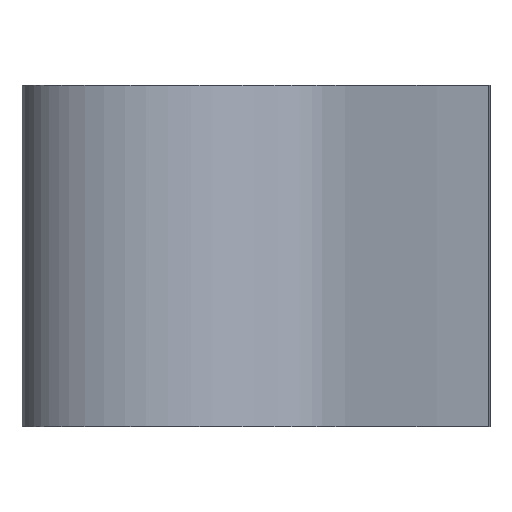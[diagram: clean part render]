
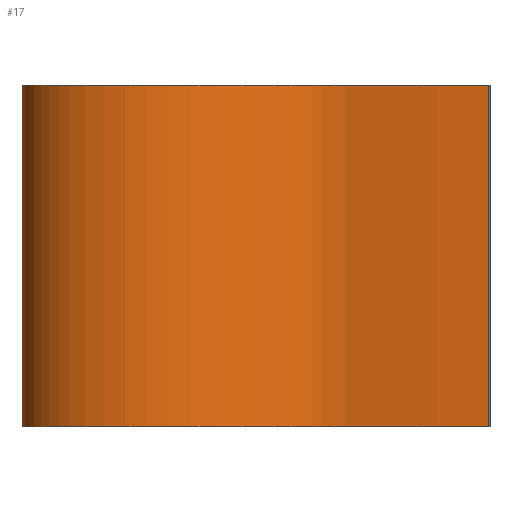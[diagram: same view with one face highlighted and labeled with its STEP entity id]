
A CAD part, top view. The second image highlights one B-rep face of the part: STEP entity #17.
In plain terms, the highlighted free-form (B-spline) face has degree [3, 1] with [6, 2] control points.
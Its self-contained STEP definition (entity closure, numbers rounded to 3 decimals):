
#17 = ADVANCED_FACE('',(#18),#32,.F.);
#18 = FACE_BOUND('',#19,.F.);
#19 = EDGE_LOOP('',(#20,#62,#96,#123));
#20 = ORIENTED_EDGE('',*,*,#21,.F.);
#21 = EDGE_CURVE('',#22,#24,#26,.T.);
#22 = VERTEX_POINT('',#23);
#23 = CARTESIAN_POINT('',(-12.053,3.,-3.15));
#24 = VERTEX_POINT('',#25);
#25 = CARTESIAN_POINT('',(-12.053,-3.,-3.15));
#26 = SURFACE_CURVE('',#27,(#31,#50),.PCURVE_S1.);
#27 = LINE('',#28,#29);
#28 = CARTESIAN_POINT('',(-12.053,3.,-3.15));
#29 = VECTOR('',#30,1.);
#30 = DIRECTION('',(-0.,-1.,-0.));
#31 = PCURVE('',#32,#45);
#32 = B_SPLINE_SURFACE_WITH_KNOTS('',3,1,(
    (#33,#34)
    ,(#35,#36)
    ,(#37,#38)
    ,(#39,#40)
    ,(#41,#42)
    ,(#43,#44
    )),.UNSPECIFIED.,.F.,.F.,.F.,(4,1,1,4),(2,2),(0.,0.58,
    0.68,1.),(0.,1.),.UNSPECIFIED.);
#33 = CARTESIAN_POINT('',(-12.053,3.,-3.15));
#34 = CARTESIAN_POINT('',(-12.053,-3.,-3.15));
#35 = CARTESIAN_POINT('',(-12.123,3.,-1.775));
#36 = CARTESIAN_POINT('',(-12.123,-3.,-1.775));
#37 = CARTESIAN_POINT('',(-9.309,3.,-0.927));
#38 = CARTESIAN_POINT('',(-9.309,-3.,-0.927));
#39 = CARTESIAN_POINT('',(-6.777,3.,-2.925));
#40 = CARTESIAN_POINT('',(-6.777,-3.,-2.925));
#41 = CARTESIAN_POINT('',(-6.014,3.,-2.269));
#42 = CARTESIAN_POINT('',(-6.014,-3.,-2.269));
#43 = CARTESIAN_POINT('',(-3.85,3.,-1.96));
#44 = CARTESIAN_POINT('',(-3.85,-3.,-1.96));
#45 = DEFINITIONAL_REPRESENTATION('',(#46),#49);
#46 = B_SPLINE_CURVE_WITH_KNOTS('',1,(#47,#48),.UNSPECIFIED.,.F.,.F.,(2,
    2),(-0.,6.),.PIECEWISE_BEZIER_KNOTS.);
#47 = CARTESIAN_POINT('',(0.,0.));
#48 = CARTESIAN_POINT('',(0.,1.));
#49 = ( GEOMETRIC_REPRESENTATION_CONTEXT(2) 
PARAMETRIC_REPRESENTATION_CONTEXT() REPRESENTATION_CONTEXT('2D SPACE',''
  ) );
#50 = PCURVE('',#51,#56);
#51 = PLANE('',#52);
#52 = AXIS2_PLACEMENT_3D('',#53,#54,#55);
#53 = CARTESIAN_POINT('',(-12.053,3.,-3.15));
#54 = DIRECTION('',(0.051,0.,-0.999));
#55 = DIRECTION('',(-0.999,0.,-0.051));
#56 = DEFINITIONAL_REPRESENTATION('',(#57),#61);
#57 = LINE('',#58,#59);
#58 = CARTESIAN_POINT('',(0.,0.));
#59 = VECTOR('',#60,1.);
#60 = DIRECTION('',(0.,-1.));
#61 = ( GEOMETRIC_REPRESENTATION_CONTEXT(2) 
PARAMETRIC_REPRESENTATION_CONTEXT() REPRESENTATION_CONTEXT('2D SPACE',''
  ) );
#62 = ORIENTED_EDGE('',*,*,#63,.T.);
#63 = EDGE_CURVE('',#22,#64,#66,.T.);
#64 = VERTEX_POINT('',#65);
#65 = CARTESIAN_POINT('',(-3.85,3.,-1.96));
#66 = SURFACE_CURVE('',#67,(#74,#81),.PCURVE_S1.);
#67 = B_SPLINE_CURVE_WITH_KNOTS('',3,(#68,#69,#70,#71,#72,#73),
  .UNSPECIFIED.,.F.,.F.,(4,1,1,4),(0.,0.58,0.68,1.),
  .UNSPECIFIED.);
#68 = CARTESIAN_POINT('',(-12.053,3.,-3.15));
#69 = CARTESIAN_POINT('',(-12.123,3.,-1.775));
#70 = CARTESIAN_POINT('',(-9.309,3.,-0.927));
#71 = CARTESIAN_POINT('',(-6.777,3.,-2.925));
#72 = CARTESIAN_POINT('',(-6.014,3.,-2.269));
#73 = CARTESIAN_POINT('',(-3.85,3.,-1.96));
#74 = PCURVE('',#32,#75);
#75 = DEFINITIONAL_REPRESENTATION('',(#76),#80);
#76 = LINE('',#77,#78);
#77 = CARTESIAN_POINT('',(0.,0.));
#78 = VECTOR('',#79,1.);
#79 = DIRECTION('',(1.,0.));
#80 = ( GEOMETRIC_REPRESENTATION_CONTEXT(2) 
PARAMETRIC_REPRESENTATION_CONTEXT() REPRESENTATION_CONTEXT('2D SPACE',''
  ) );
#81 = PCURVE('',#82,#87);
#82 = PLANE('',#83);
#83 = AXIS2_PLACEMENT_3D('',#84,#85,#86);
#84 = CARTESIAN_POINT('',(-8.819,3.,-1.658));
#85 = DIRECTION('',(0.,-1.,-0.));
#86 = DIRECTION('',(-1.,0.,-0.));
#87 = DEFINITIONAL_REPRESENTATION('',(#88),#95);
#88 = B_SPLINE_CURVE_WITH_KNOTS('',3,(#89,#90,#91,#92,#93,#94),
  .UNSPECIFIED.,.F.,.F.,(4,1,1,4),(0.,0.58,0.68,1.),
  .UNSPECIFIED.);
#89 = CARTESIAN_POINT('',(3.234,1.492));
#90 = CARTESIAN_POINT('',(3.304,0.117));
#91 = CARTESIAN_POINT('',(0.49,-0.731));
#92 = CARTESIAN_POINT('',(-2.042,1.267));
#93 = CARTESIAN_POINT('',(-2.805,0.611));
#94 = CARTESIAN_POINT('',(-4.969,0.302));
#95 = ( GEOMETRIC_REPRESENTATION_CONTEXT(2) 
PARAMETRIC_REPRESENTATION_CONTEXT() REPRESENTATION_CONTEXT('2D SPACE',''
  ) );
#96 = ORIENTED_EDGE('',*,*,#97,.T.);
#97 = EDGE_CURVE('',#64,#98,#100,.T.);
#98 = VERTEX_POINT('',#99);
#99 = CARTESIAN_POINT('',(-3.85,-3.,-1.96));
#100 = SURFACE_CURVE('',#101,(#105,#111),.PCURVE_S1.);
#101 = LINE('',#102,#103);
#102 = CARTESIAN_POINT('',(-3.85,3.,-1.96));
#103 = VECTOR('',#104,1.);
#104 = DIRECTION('',(-0.,-1.,-0.));
#105 = PCURVE('',#32,#106);
#106 = DEFINITIONAL_REPRESENTATION('',(#107),#110);
#107 = B_SPLINE_CURVE_WITH_KNOTS('',1,(#108,#109),.UNSPECIFIED.,.F.,.F.,
  (2,2),(-0.,6.),.PIECEWISE_BEZIER_KNOTS.);
#108 = CARTESIAN_POINT('',(1.,0.));
#109 = CARTESIAN_POINT('',(1.,1.));
#110 = ( GEOMETRIC_REPRESENTATION_CONTEXT(2) 
PARAMETRIC_REPRESENTATION_CONTEXT() REPRESENTATION_CONTEXT('2D SPACE',''
  ) );
#111 = PCURVE('',#112,#117);
#112 = PLANE('',#113);
#113 = AXIS2_PLACEMENT_3D('',#114,#115,#116);
#114 = CARTESIAN_POINT('',(-3.822,3.,-2.158));
#115 = DIRECTION('',(0.99,-0.,0.141));
#116 = DIRECTION('',(0.141,0.,-0.99));
#117 = DEFINITIONAL_REPRESENTATION('',(#118),#122);
#118 = LINE('',#119,#120);
#119 = CARTESIAN_POINT('',(-0.2,0.));
#120 = VECTOR('',#121,1.);
#121 = DIRECTION('',(0.,-1.));
#122 = ( GEOMETRIC_REPRESENTATION_CONTEXT(2) 
PARAMETRIC_REPRESENTATION_CONTEXT() REPRESENTATION_CONTEXT('2D SPACE',''
  ) );
#123 = ORIENTED_EDGE('',*,*,#124,.F.);
#124 = EDGE_CURVE('',#24,#98,#125,.T.);
#125 = SURFACE_CURVE('',#126,(#133,#140),.PCURVE_S1.);
#126 = B_SPLINE_CURVE_WITH_KNOTS('',3,(#127,#128,#129,#130,#131,#132),
  .UNSPECIFIED.,.F.,.F.,(4,1,1,4),(0.,0.58,0.68,1.),
  .UNSPECIFIED.);
#127 = CARTESIAN_POINT('',(-12.053,-3.,-3.15));
#128 = CARTESIAN_POINT('',(-12.123,-3.,-1.775));
#129 = CARTESIAN_POINT('',(-9.309,-3.,-0.927));
#130 = CARTESIAN_POINT('',(-6.777,-3.,-2.925));
#131 = CARTESIAN_POINT('',(-6.014,-3.,-2.269));
#132 = CARTESIAN_POINT('',(-3.85,-3.,-1.96));
#133 = PCURVE('',#32,#134);
#134 = DEFINITIONAL_REPRESENTATION('',(#135),#139);
#135 = LINE('',#136,#137);
#136 = CARTESIAN_POINT('',(0.,1.));
#137 = VECTOR('',#138,1.);
#138 = DIRECTION('',(1.,0.));
#139 = ( GEOMETRIC_REPRESENTATION_CONTEXT(2) 
PARAMETRIC_REPRESENTATION_CONTEXT() REPRESENTATION_CONTEXT('2D SPACE',''
  ) );
#140 = PCURVE('',#141,#146);
#141 = PLANE('',#142);
#142 = AXIS2_PLACEMENT_3D('',#143,#144,#145);
#143 = CARTESIAN_POINT('',(-8.819,-3.,-1.658));
#144 = DIRECTION('',(0.,-1.,-0.));
#145 = DIRECTION('',(-1.,0.,-0.));
#146 = DEFINITIONAL_REPRESENTATION('',(#147),#154);
#147 = B_SPLINE_CURVE_WITH_KNOTS('',3,(#148,#149,#150,#151,#152,#153),
  .UNSPECIFIED.,.F.,.F.,(4,1,1,4),(0.,0.58,0.68,1.),
  .UNSPECIFIED.);
#148 = CARTESIAN_POINT('',(3.234,1.492));
#149 = CARTESIAN_POINT('',(3.304,0.117));
#150 = CARTESIAN_POINT('',(0.49,-0.731));
#151 = CARTESIAN_POINT('',(-2.042,1.267));
#152 = CARTESIAN_POINT('',(-2.805,0.611));
#153 = CARTESIAN_POINT('',(-4.969,0.302));
#154 = ( GEOMETRIC_REPRESENTATION_CONTEXT(2) 
PARAMETRIC_REPRESENTATION_CONTEXT() REPRESENTATION_CONTEXT('2D SPACE',''
  ) );
